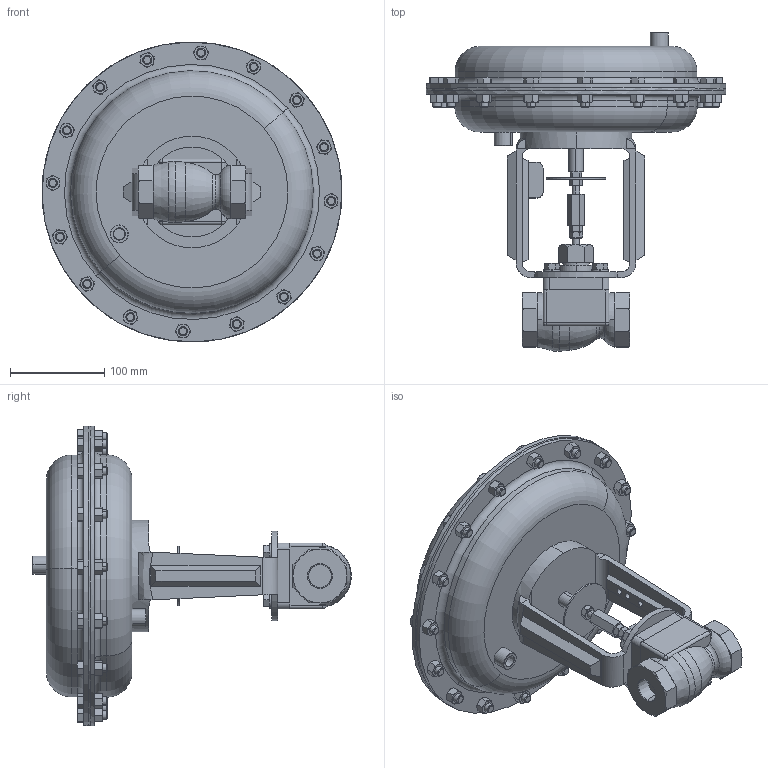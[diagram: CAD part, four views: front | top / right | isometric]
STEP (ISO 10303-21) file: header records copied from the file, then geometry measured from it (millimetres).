
FILE_DESCRIPTION (( 'STEP AP203' ), '1' );
FILE_NAME ('78-075-ALL-PT-55M.STEP', '2017-09-22T20:05:14', ( '' ), ( '' ), 'SwSTEP 2.0', 'SolidWorks 2014', '' );
FILE_SCHEMA (( 'CONFIG_CONTROL_DESIGN' ));
Length unit declared in the file: inch
Products named in the file (1): 78-075-ALL-PT-55M
Bounding box: 317.42 x 337.51 x 317.42 mm (x, y, z)
Volume: 5700189.4 mm3; surface area: 330274.7 mm2
Topology: 1 solids, 1 shells, 978 faces, 2248 edges, 1341 vertices
Faces by surface type: plane 426, cone 422, cylinder 111, torus 13, sphere 4, bspline 2
Entity records: 30339 total; most frequent: CARTESIAN_POINT 9361, ORIENTED_EDGE 4488, DIRECTION 4079, EDGE_CURVE 2244, AXIS2_PLACEMENT_3D 1652, VERTEX_POINT 1341, EDGE_LOOP 1069, ADVANCED_FACE 978
